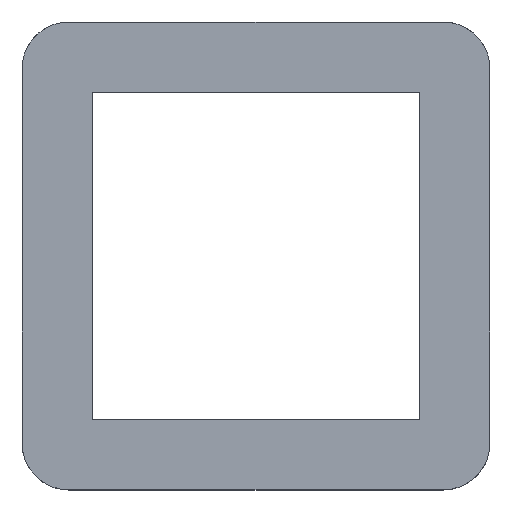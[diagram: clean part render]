
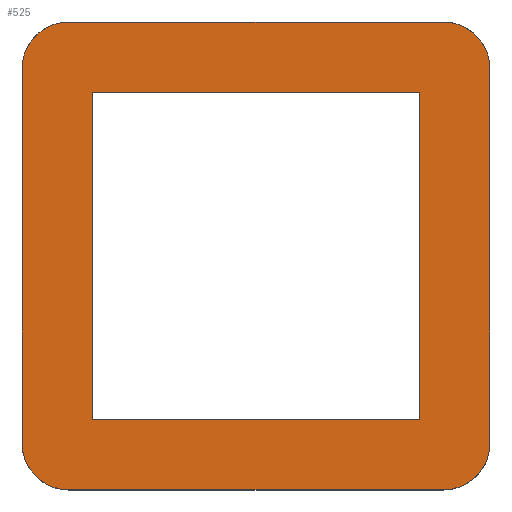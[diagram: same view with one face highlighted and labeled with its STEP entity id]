
A CAD part, top view. The second image highlights one B-rep face of the part: STEP entity #525.
In plain terms, the highlighted planar face has unit normal (0, 0, 1).
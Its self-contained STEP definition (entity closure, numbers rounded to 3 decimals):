
#9=CARTESIAN_POINT('',(8.,20.0,3.0));
#10=VERTEX_POINT('',#9);
#25=CARTESIAN_POINT('',(-8.,20.0,3.0));
#26=VERTEX_POINT('',#25);
#33=CARTESIAN_POINT('',(8.,20.0,3.0));
#34=DIRECTION('',(-1.0,0.0,0.0));
#35=VECTOR('',#34,16.0);
#36=LINE('',#33,#35);
#37=EDGE_CURVE('',#10,#26,#36,.T.);
#49=CARTESIAN_POINT('',(-10.,18.0,3.0));
#50=VERTEX_POINT('',#49);
#57=CARTESIAN_POINT('',(-8.,18.0,3.0));
#58=DIRECTION('',(0.0,0.0,1.0));
#59=DIRECTION('',(1.0,0.0,0.0));
#60=AXIS2_PLACEMENT_3D('',#57,#58,#59);
#61=CIRCLE('',#60,2.0);
#62=EDGE_CURVE('',#26,#50,#61,.T.);
#110=CARTESIAN_POINT('',(-10.,2.0,3.0));
#111=VERTEX_POINT('',#110);
#118=CARTESIAN_POINT('',(-10.,18.0,3.0));
#119=DIRECTION('',(0.0,-1.0,0.0));
#120=VECTOR('',#119,16.0);
#121=LINE('',#118,#120);
#122=EDGE_CURVE('',#50,#111,#121,.T.);
#164=CARTESIAN_POINT('',(-8.,0.0,3.0));
#165=VERTEX_POINT('',#164);
#172=CARTESIAN_POINT('',(-8.,2.0,3.0));
#173=DIRECTION('',(0.0,0.0,1.0));
#174=DIRECTION('',(1.0,0.0,0.0));
#175=AXIS2_PLACEMENT_3D('',#172,#173,#174);
#176=CIRCLE('',#175,2.0);
#177=EDGE_CURVE('',#111,#165,#176,.T.);
#197=CARTESIAN_POINT('',(8.,0.0,3.0));
#198=VERTEX_POINT('',#197);
#205=CARTESIAN_POINT('',(-8.,0.0,3.0));
#206=DIRECTION('',(1.0,0.0,0.0));
#207=VECTOR('',#206,16.0);
#208=LINE('',#205,#207);
#209=EDGE_CURVE('',#165,#198,#208,.T.);
#221=CARTESIAN_POINT('',(10.,2.0,3.0));
#222=VERTEX_POINT('',#221);
#229=CARTESIAN_POINT('',(8.,2.0,3.0));
#230=DIRECTION('',(0.0,0.0,1.0));
#231=DIRECTION('',(1.0,0.0,0.0));
#232=AXIS2_PLACEMENT_3D('',#229,#230,#231);
#233=CIRCLE('',#232,2.0);
#234=EDGE_CURVE('',#198,#222,#233,.T.);
#282=CARTESIAN_POINT('',(10.,18.0,3.0));
#283=VERTEX_POINT('',#282);
#290=CARTESIAN_POINT('',(10.,2.0,3.0));
#291=DIRECTION('',(0.0,1.0,0.0));
#292=VECTOR('',#291,16.0);
#293=LINE('',#290,#292);
#294=EDGE_CURVE('',#222,#283,#293,.T.);
#335=CARTESIAN_POINT('',(8.,18.0,3.0));
#336=DIRECTION('',(0.0,0.0,1.0));
#337=DIRECTION('',(1.0,0.0,0.0));
#338=AXIS2_PLACEMENT_3D('',#335,#336,#337);
#339=CIRCLE('',#338,2.0);
#340=EDGE_CURVE('',#283,#10,#339,.T.);
#353=CARTESIAN_POINT('',(-7.,3.0,3.0));
#354=VERTEX_POINT('',#353);
#369=CARTESIAN_POINT('',(-7.,17.0,3.0));
#370=VERTEX_POINT('',#369);
#377=CARTESIAN_POINT('',(-7.,3.0,3.0));
#378=DIRECTION('',(0.0,1.0,0.0));
#379=VECTOR('',#378,14.0);
#380=LINE('',#377,#379);
#381=EDGE_CURVE('',#354,#370,#380,.T.);
#400=CARTESIAN_POINT('',(7.,17.0,3.0));
#401=VERTEX_POINT('',#400);
#408=CARTESIAN_POINT('',(-7.,17.0,3.0));
#409=DIRECTION('',(1.0,0.0,0.0));
#410=VECTOR('',#409,14.0);
#411=LINE('',#408,#410);
#412=EDGE_CURVE('',#370,#401,#411,.T.);
#431=CARTESIAN_POINT('',(7.,3.0,3.0));
#432=VERTEX_POINT('',#431);
#439=CARTESIAN_POINT('',(7.,17.0,3.0));
#440=DIRECTION('',(0.0,-1.0,0.0));
#441=VECTOR('',#440,14.0);
#442=LINE('',#439,#441);
#443=EDGE_CURVE('',#401,#432,#442,.T.);
#453=CARTESIAN_POINT('',(7.,3.0,3.0));
#454=DIRECTION('',(-1.0,0.0,0.0));
#455=VECTOR('',#454,14.0);
#456=LINE('',#453,#455);
#457=EDGE_CURVE('',#432,#354,#456,.T.);
#504=CARTESIAN_POINT('',(-12.,-2.,3.0));
#505=DIRECTION('',(0.0,0.0,1.0));
#506=DIRECTION('',(1.0,0.0,0.0));
#507=AXIS2_PLACEMENT_3D('',#504,#505,#506);
#508=PLANE('',#507);
#509=ORIENTED_EDGE('',*,*,#37,.T.);
#510=ORIENTED_EDGE('',*,*,#62,.T.);
#511=ORIENTED_EDGE('',*,*,#122,.T.);
#512=ORIENTED_EDGE('',*,*,#177,.T.);
#513=ORIENTED_EDGE('',*,*,#209,.T.);
#514=ORIENTED_EDGE('',*,*,#234,.T.);
#515=ORIENTED_EDGE('',*,*,#294,.T.);
#516=ORIENTED_EDGE('',*,*,#340,.T.);
#517=EDGE_LOOP('',(#509,#510,#511,#512,#513,#514,#515,#516));
#518=FACE_OUTER_BOUND('',#517,.T.);
#519=ORIENTED_EDGE('',*,*,#381,.T.);
#520=ORIENTED_EDGE('',*,*,#412,.T.);
#521=ORIENTED_EDGE('',*,*,#443,.T.);
#522=ORIENTED_EDGE('',*,*,#457,.T.);
#523=EDGE_LOOP('',(#519,#520,#521,#522));
#524=FACE_BOUND('',#523,.T.);
#525=ADVANCED_FACE('',(#518,#524),#508,.T.);
